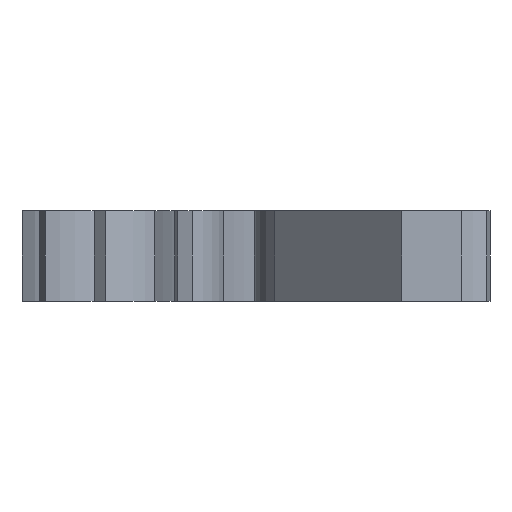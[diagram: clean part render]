
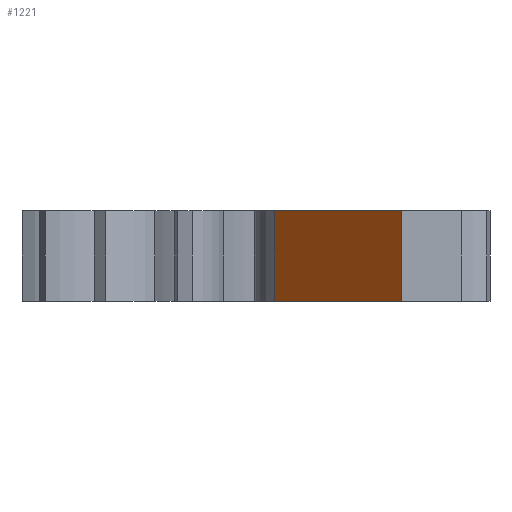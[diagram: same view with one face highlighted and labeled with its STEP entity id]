
A CAD part, front view. The second image highlights one B-rep face of the part: STEP entity #1221.
In plain terms, the highlighted planar face has unit normal (-0.994, -0.11, 0).
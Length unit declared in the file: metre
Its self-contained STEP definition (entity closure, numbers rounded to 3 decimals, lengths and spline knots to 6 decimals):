
#36=PLANE('',#1386);
#115=LINE('',#2101,#208);
#122=LINE('',#2129,#215);
#126=LINE('',#2139,#219);
#130=LINE('',#2151,#223);
#208=VECTOR('',#1729,1.);
#215=VECTOR('',#1760,1.);
#219=VECTOR('',#1768,1.);
#223=VECTOR('',#1780,1.);
#572=ORIENTED_EDGE('',*,*,#756,.F.);
#573=ORIENTED_EDGE('',*,*,#742,.T.);
#574=ORIENTED_EDGE('',*,*,#761,.T.);
#575=ORIENTED_EDGE('',*,*,#766,.T.);
#742=EDGE_CURVE('',#874,#873,#115,.T.);
#756=EDGE_CURVE('',#874,#883,#122,.T.);
#761=EDGE_CURVE('',#873,#887,#126,.T.);
#766=EDGE_CURVE('',#887,#883,#130,.T.);
#873=VERTEX_POINT('',#2100);
#874=VERTEX_POINT('',#2102);
#883=VERTEX_POINT('',#2130);
#887=VERTEX_POINT('',#2140);
#1044=EDGE_LOOP('',(#572,#573,#574,#575));
#1113=FACE_BOUND('',#1044,.T.);
#1221=ADVANCED_FACE('',(#1113),#36,.T.);
#1386=AXIS2_PLACEMENT_3D('',#2150,#1778,#1779);
#1729=DIRECTION('',(0.,0.,-1.));
#1760=DIRECTION('',(0.11,-0.994,0.));
#1768=DIRECTION('',(0.11,-0.994,0.));
#1778=DIRECTION('',(-0.994,-0.11,0.));
#1779=DIRECTION('',(0.11,-0.994,0.));
#1780=DIRECTION('',(0.,0.,1.));
#2100=CARTESIAN_POINT('',(0.009572,-0.031665,0.01));
#2101=CARTESIAN_POINT('',(0.009572,-0.031665,0.013));
#2102=CARTESIAN_POINT('',(0.009572,-0.031665,0.013));
#2129=CARTESIAN_POINT('',(0.005991,0.000664,0.013));
#2130=CARTESIAN_POINT('',(0.0138,-0.069829,0.013));
#2139=CARTESIAN_POINT('',(0.005991,0.000664,0.01));
#2140=CARTESIAN_POINT('',(0.0138,-0.069829,0.01));
#2150=CARTESIAN_POINT('',(0.005991,0.000664,0.01));
#2151=CARTESIAN_POINT('',(0.0138,-0.069829,0.01));
